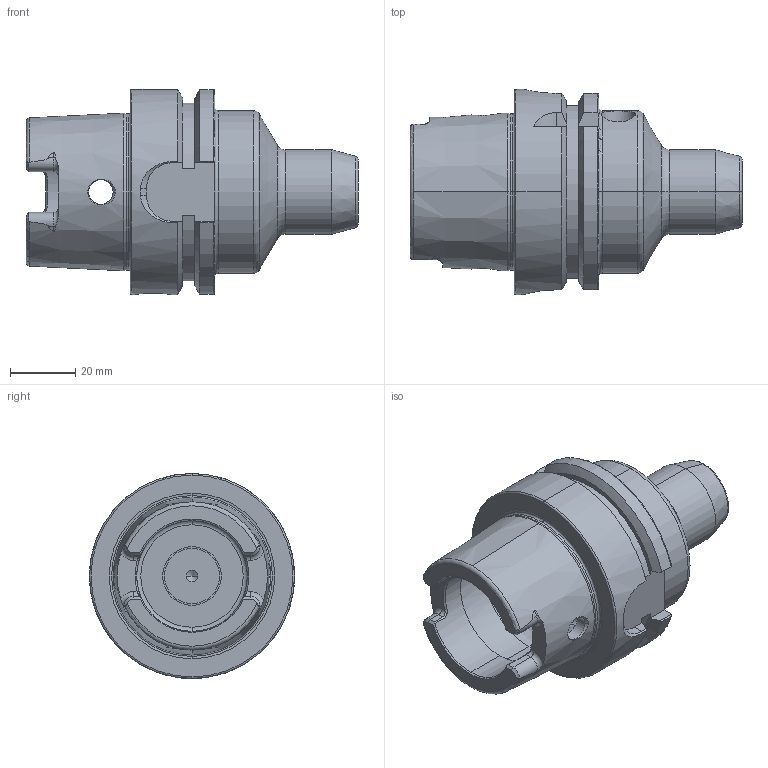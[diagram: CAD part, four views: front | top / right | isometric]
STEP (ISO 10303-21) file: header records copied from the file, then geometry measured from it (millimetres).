
FILE_DESCRIPTION((''),'2;1');
FILE_NAME('HSK63A-HC1_4-2_76-157250','2018-07-06T',('user'),(''),'PRO/ENGINEER BY PARAMETRIC TECHNOLOGY CORPORATION, 2015200','PRO/ENGINEER BY PARAMETRIC TECHNOLOGY CORPORATION, 2015200','');
FILE_SCHEMA(('CONFIG_CONTROL_DESIGN'));
Length unit declared in the file: millimetre
Products named in the file (1): HSK63A-HC1_4-2_76-157250
Bounding box: 102 x 63 x 63 mm (x, y, z)
Volume: 126234 mm3; surface area: 27424.5 mm2
Topology: 1 solids, 2 shells, 180 faces, 453 edges, 279 vertices
Faces by surface type: plane 63, cylinder 49, cone 37, torus 27, bspline 4
Entity records: 6078 total; most frequent: CARTESIAN_POINT 1774, ORIENTED_EDGE 898, DIRECTION 890, EDGE_CURVE 451, AXIS2_PLACEMENT_3D 347, VERTEX_POINT 279, VECTOR 196, LINE 196
